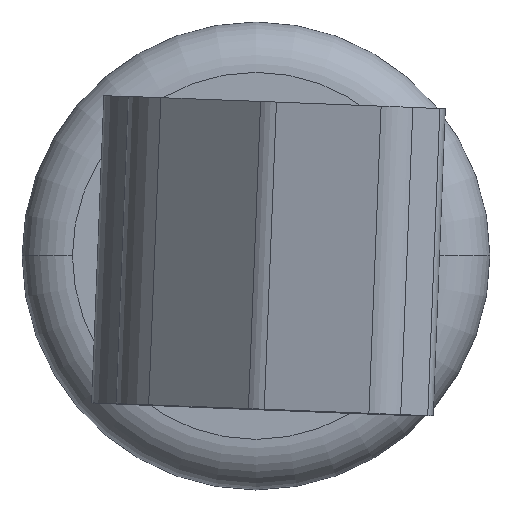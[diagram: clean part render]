
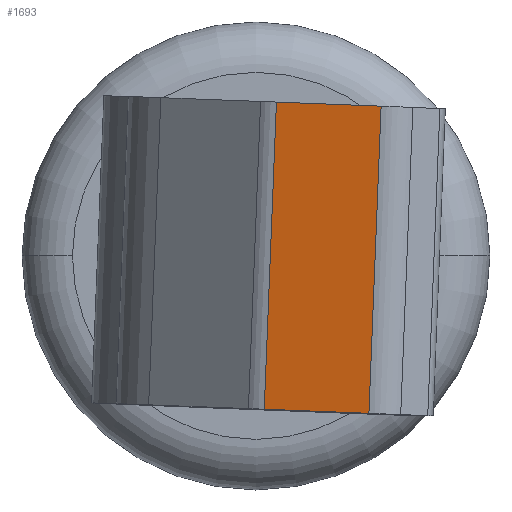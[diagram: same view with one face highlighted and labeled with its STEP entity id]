
A CAD part, top view. The second image highlights one B-rep face of the part: STEP entity #1693.
In plain terms, the highlighted face is planar.
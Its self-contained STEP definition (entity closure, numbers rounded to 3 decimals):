
#25 = AXIS2_PLACEMENT_3D ( 'NONE', #1125, #295, #1375 ) ;
#159 = CARTESIAN_POINT ( 'NONE',  ( 0.711, 23.026, -27.663 ) ) ;
#173 = DIRECTION ( 'NONE',  ( 0., 0., 1. ) ) ;
#186 = EDGE_CURVE ( 'NONE', #1367, #1245, #2404, .T. ) ;
#242 = DIRECTION ( 'NONE',  ( -0.966, -0.259, 0. ) ) ;
#266 = VECTOR ( 'NONE', #242, 1000. ) ;
#295 = DIRECTION ( 'NONE',  ( -0.259, 0.966, 0. ) ) ;
#300 = ORIENTED_EDGE ( 'NONE', *, *, #2527, .T. ) ;
#533 = CARTESIAN_POINT ( 'NONE',  ( 5.905, 24.418, 7.62 ) ) ;
#558 = ORIENTED_EDGE ( 'NONE', *, *, #186, .F. ) ;
#814 = PLANE ( 'NONE',  #25 ) ;
#878 = CARTESIAN_POINT ( 'NONE',  ( 5.905, 24.418, -7.62 ) ) ;
#973 = LINE ( 'NONE', #159, #2948 ) ;
#1026 = CARTESIAN_POINT ( 'NONE',  ( 0.711, 23.026, 7.62 ) ) ;
#1062 = VERTEX_POINT ( 'NONE', #878 ) ;
#1125 = CARTESIAN_POINT ( 'NONE',  ( 0.711, 23.026, -27.663 ) ) ;
#1224 = LINE ( 'NONE', #3407, #2103 ) ;
#1245 = VERTEX_POINT ( 'NONE', #1026 ) ;
#1367 = VERTEX_POINT ( 'NONE', #533 ) ;
#1375 = DIRECTION ( 'NONE',  ( -0.966, -0.259, 0. ) ) ;
#1485 = ORIENTED_EDGE ( 'NONE', *, *, #1684, .F. ) ;
#1662 = DIRECTION ( 'NONE',  ( 0., 0., 1. ) ) ;
#1684 = EDGE_CURVE ( 'NONE', #1062, #1367, #3279, .T. ) ;
#1693 = ADVANCED_FACE ( 'NONE', ( #2439 ), #814, .T. ) ;
#1943 = EDGE_LOOP ( 'NONE', ( #2885, #300, #558, #1485 ) ) ;
#2103 = VECTOR ( 'NONE', #3362, 1000. ) ;
#2168 = VECTOR ( 'NONE', #1662, 1000. ) ;
#2404 = LINE ( 'NONE', #2981, #266 ) ;
#2439 = FACE_OUTER_BOUND ( 'NONE', #1943, .T. ) ;
#2465 = CARTESIAN_POINT ( 'NONE',  ( 0.711, 23.026, -7.62 ) ) ;
#2527 = EDGE_CURVE ( 'NONE', #2979, #1245, #973, .T. ) ;
#2885 = ORIENTED_EDGE ( 'NONE', *, *, #3151, .F. ) ;
#2948 = VECTOR ( 'NONE', #173, 1000. ) ;
#2979 = VERTEX_POINT ( 'NONE', #2465 ) ;
#2981 = CARTESIAN_POINT ( 'NONE',  ( 0.711, 23.026, 7.62 ) ) ;
#3151 = EDGE_CURVE ( 'NONE', #2979, #1062, #1224, .T. ) ;
#3247 = CARTESIAN_POINT ( 'NONE',  ( 5.905, 24.418, -27.663 ) ) ;
#3279 = LINE ( 'NONE', #3247, #2168 ) ;
#3362 = DIRECTION ( 'NONE',  ( 0.966, 0.259, 0. ) ) ;
#3407 = CARTESIAN_POINT ( 'NONE',  ( 0.711, 23.026, -7.62 ) ) ;
